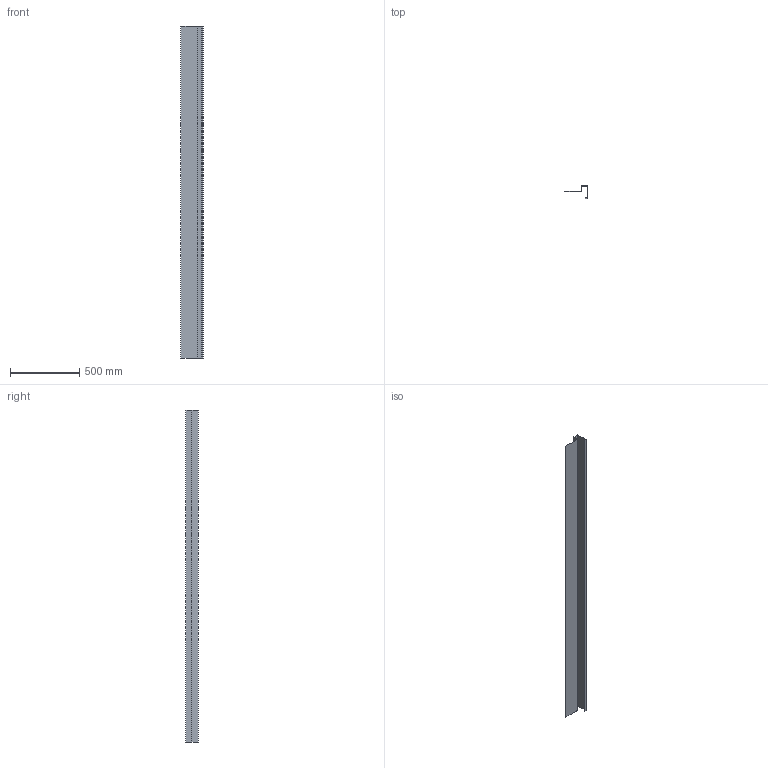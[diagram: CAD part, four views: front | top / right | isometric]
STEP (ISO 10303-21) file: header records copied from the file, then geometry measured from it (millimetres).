
FILE_DESCRIPTION(/* description */ (''),/* implementation_level */ '2;1');
FILE_NAME(/* name */ 'End profile.stp',/* time_stamp */ '2024-11-27T15:46:37+01:00',/* author */ ('konta'),/* organization */ (''),/* preprocessor_version */ 'ST-DEVELOPER v20',/* originating_system */ 'Autodesk Inventor 2025',/* authorisation */ '');
FILE_SCHEMA (('AUTOMOTIVE_DESIGN { 1 0 10303 214 3 1 1 }'));
Length unit declared in the file: millimetre
Products named in the file (1): End profile
Bounding box: 162.11 x 90 x 2400 mm (x, y, z)
Volume: 582623.7 mm3; surface area: 1460884.7 mm2
Topology: 1 solids, 1 shells, 38 faces, 76 edges, 40 vertices
Faces by surface type: plane 30, cylinder 8
Entity records: 983 total; most frequent: DIRECTION 170, CARTESIAN_POINT 155, ORIENTED_EDGE 152, EDGE_CURVE 76, LINE 60, VECTOR 60, AXIS2_PLACEMENT_3D 55, VERTEX_POINT 40
